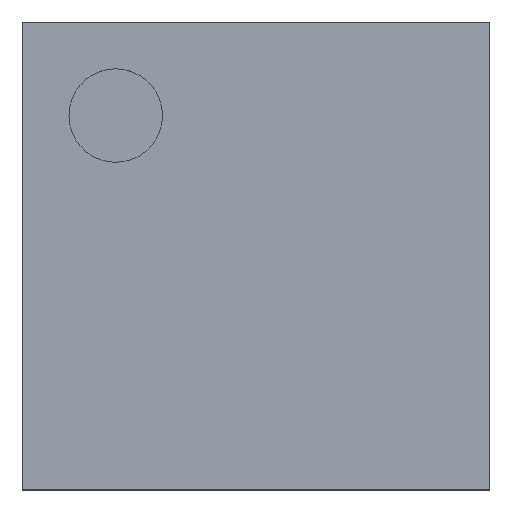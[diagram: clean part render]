
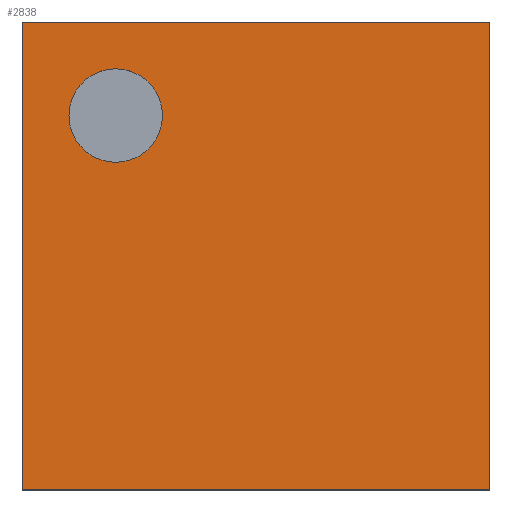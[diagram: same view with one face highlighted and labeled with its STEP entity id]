
A CAD part, top view. The second image highlights one B-rep face of the part: STEP entity #2838.
In plain terms, the highlighted planar face has unit normal (0, 0, 1).
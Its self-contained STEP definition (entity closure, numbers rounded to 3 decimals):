
#1538=CARTESIAN_POINT('',(-0.4,0.6,0.75));
#1539=VERTEX_POINT('',#1538);
#1548=CARTESIAN_POINT('',(-0.8,0.6,0.75));
#1549=VERTEX_POINT('',#1548);
#1550=CARTESIAN_POINT('',(-0.6,0.6,0.75));
#1551=DIRECTION('',(0.0,0.0,-1.0));
#1552=DIRECTION('',(1.0,0.0,0.0));
#1553=AXIS2_PLACEMENT_3D('',#1550,#1551,#1552);
#1554=CIRCLE('',#1553,0.2);
#1555=EDGE_CURVE('',#1549,#1539,#1554,.T.);
#1589=CARTESIAN_POINT('',(-0.6,0.6,0.75));
#1590=DIRECTION('',(0.0,0.0,-1.0));
#1591=DIRECTION('',(1.0,0.0,0.0));
#1592=AXIS2_PLACEMENT_3D('',#1589,#1590,#1591);
#1593=CIRCLE('',#1592,0.2);
#1594=EDGE_CURVE('',#1539,#1549,#1593,.T.);
#2704=CARTESIAN_POINT('',(-1.0,-1.0,0.75));
#2705=VERTEX_POINT('',#2704);
#2712=CARTESIAN_POINT('',(-1.0,1.0,0.75));
#2713=VERTEX_POINT('',#2712);
#2714=CARTESIAN_POINT('',(-1.0,1.0,0.75));
#2715=DIRECTION('',(0.0,-1.0,0.0));
#2716=VECTOR('',#2715,2.0);
#2717=LINE('',#2714,#2716);
#2718=EDGE_CURVE('',#2713,#2705,#2717,.T.);
#2753=CARTESIAN_POINT('',(1.0,1.0,0.75));
#2754=VERTEX_POINT('',#2753);
#2761=CARTESIAN_POINT('',(1.0,-1.0,0.75));
#2762=VERTEX_POINT('',#2761);
#2763=CARTESIAN_POINT('',(1.0,-1.0,0.75));
#2764=DIRECTION('',(0.0,1.0,0.0));
#2765=VECTOR('',#2764,2.0);
#2766=LINE('',#2763,#2765);
#2767=EDGE_CURVE('',#2762,#2754,#2766,.T.);
#2813=CARTESIAN_POINT('',(0.0,0.0,0.75));
#2814=DIRECTION('',(0.0,0.0,1.0));
#2815=DIRECTION('',(0.0,-1.0,0.0));
#2816=AXIS2_PLACEMENT_3D('',#2813,#2814,#2815);
#2817=PLANE('',#2816);
#2818=CARTESIAN_POINT('',(-1.0,-1.0,0.75));
#2819=DIRECTION('',(1.0,0.0,0.0));
#2820=VECTOR('',#2819,2.0);
#2821=LINE('',#2818,#2820);
#2822=EDGE_CURVE('',#2705,#2762,#2821,.T.);
#2823=ORIENTED_EDGE('',*,*,#2822,.T.);
#2824=ORIENTED_EDGE('',*,*,#2767,.T.);
#2825=CARTESIAN_POINT('',(1.0,1.0,0.75));
#2826=DIRECTION('',(-1.0,0.0,0.0));
#2827=VECTOR('',#2826,2.0);
#2828=LINE('',#2825,#2827);
#2829=EDGE_CURVE('',#2754,#2713,#2828,.T.);
#2830=ORIENTED_EDGE('',*,*,#2829,.T.);
#2831=ORIENTED_EDGE('',*,*,#2718,.T.);
#2832=EDGE_LOOP('',(#2823,#2824,#2830,#2831));
#2833=FACE_OUTER_BOUND('',#2832,.T.);
#2834=ORIENTED_EDGE('',*,*,#1594,.T.);
#2835=ORIENTED_EDGE('',*,*,#1555,.T.);
#2836=EDGE_LOOP('',(#2834,#2835));
#2837=FACE_BOUND('',#2836,.T.);
#2838=ADVANCED_FACE('',(#2833,#2837),#2817,.T.);
